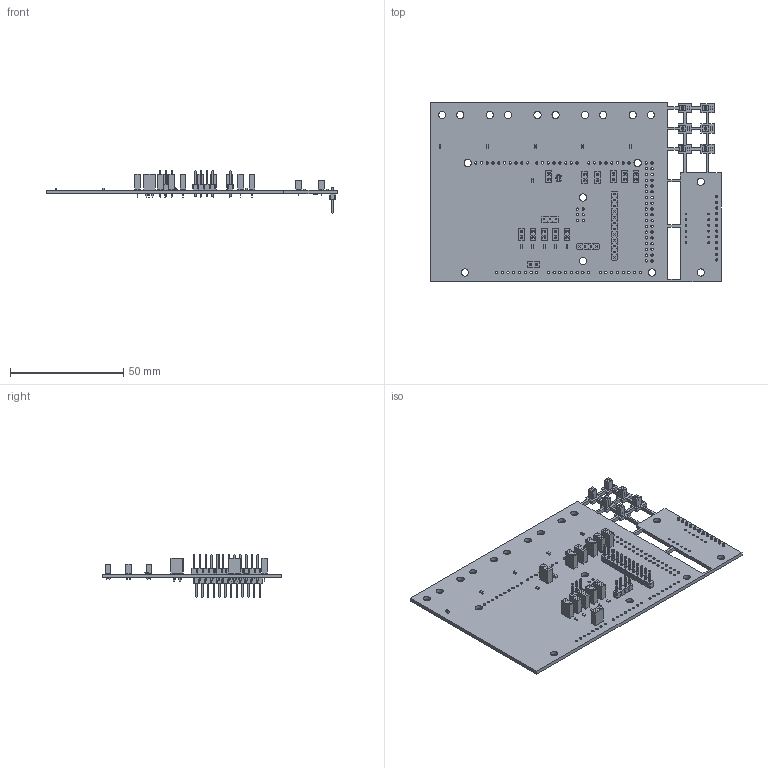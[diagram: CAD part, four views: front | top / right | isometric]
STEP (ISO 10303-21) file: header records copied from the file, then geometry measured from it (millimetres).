
FILE_DESCRIPTION(('KiCad electronic assembly'),'2;1');
FILE_NAME('uven-mainboard.step','2021-03-19T16:08:32',('An Author'),( 'A Company'),'Open CASCADE STEP processor 6.9', 'KiCad to STEP converter','Unknown');
FILE_SCHEMA(('AUTOMOTIVE_DESIGN { 1 0 10303 214 1 1 1 1 }'));
Length unit declared in the file: millimetre
Products named in the file (18): Open CASCADE STEP translator 6.9 1; C_0603_1608Metric; SOLID; PinSocket_1x02_P2.54mm_Vertical; SOT-23; R_0603_1608Metric; PinSocket_1x02_P1.27mm_Vertical; PinHeader_1x12_P2.54mm_Vertical; PinHeader_1x04_P2.54mm_Vertical; PinHeader_1x03_P2.54mm_Vertical; COMPOUND
Assembly tree (53 placements, depth 3):
  Open CASCADE STEP translator 6.9 1
    C_0603_1608Metric  x5
      SOLID
    PinSocket_1x02_P2.54mm_Vertical  x12
      SOLID
    SOT-23
      SOLID
    R_0603_1608Metric  x16
      SOLID
    PinSocket_1x02_P1.27mm_Vertical  x6
      SOLID
    PinHeader_1x12_P2.54mm_Vertical  x2
      SOLID
    PinHeader_1x04_P2.54mm_Vertical
      SOLID
    PinHeader_1x03_P2.54mm_Vertical
      SOLID
    COMPOUND
Bounding box: 128 x 79 x 18.78 mm (x, y, z)
Volume: 16316.5 mm3; surface area: 24734.3 mm2
Topology: 45 solids, 45 shells, 2968 faces, 7596 edges, 4898 vertices
Faces by surface type: plane 2552, cylinder 389, bspline 27
Full cylindrical faces by diameter (mm): 0.7 x12, 0.762 x12, 1 x55, 1.016 x92, 3.2 x18
Entity records: 71602 total; most frequent: CARTESIAN_POINT 11046, DIRECTION 10353, LINE 6961, VECTOR 6961, ORIENTED_EDGE 5284, PCURVE 5284, DEFINITIONAL_REPRESENTATION 5284, EDGE_CURVE 2642
